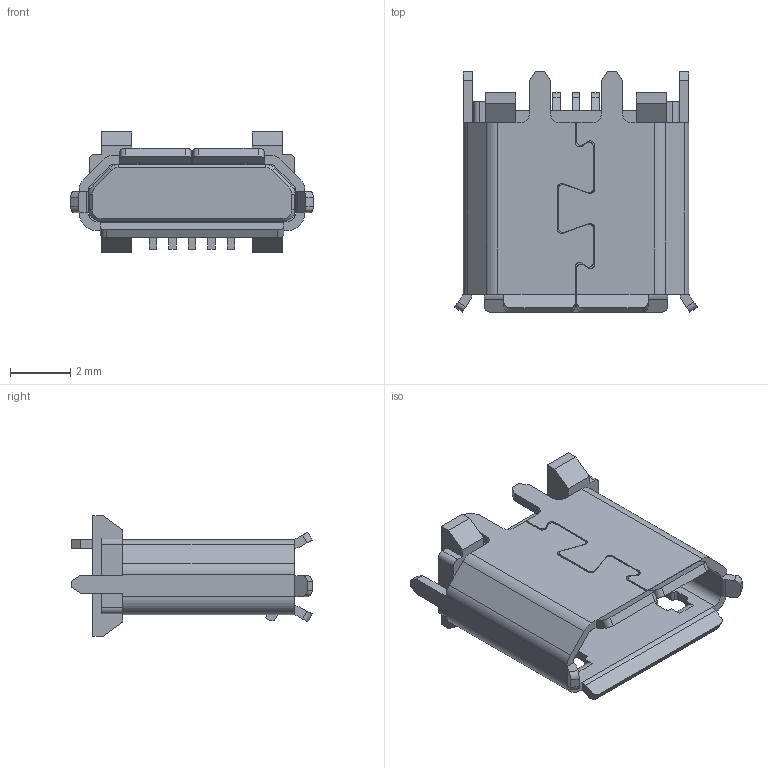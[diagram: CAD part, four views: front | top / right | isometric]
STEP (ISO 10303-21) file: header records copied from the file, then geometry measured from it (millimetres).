
FILE_DESCRIPTION(('Creo Elements/Direct Modeling STEP Export'),'2;1');
FILE_NAME('ZX80-B-5P.stp','2016-08-06T16:02:45',(''),(''),'Creo Elements/Direct Modeling STEP processor for AP214 (Solid Model)','Creo Elements/Direct Modeling 18.1E 22-Nov-2013 (C) Parametric Technology GmbH','');
FILE_SCHEMA(('AUTOMOTIVE_DESIGN { 1 0 10303 214 1 1 1 1 }'));
Length unit declared in the file: millimetre
Products named in the file (1): ZX80-B-5P
Bounding box: 8.08 x 8 x 4 mm (x, y, z)
Volume: 68 mm3; surface area: 312.2 mm2
Topology: 1 solids, 2 shells, 377 faces, 1040 edges, 664 vertices
Faces by surface type: plane 255, cylinder 116, cone 6
Entity records: 12148 total; most frequent: CARTESIAN_POINT 2330, ORIENTED_EDGE 2080, DIRECTION 2026, EDGE_CURVE 1040, VECTOR 794, LINE 794, VERTEX_POINT 664, AXIS2_PLACEMENT_3D 616
